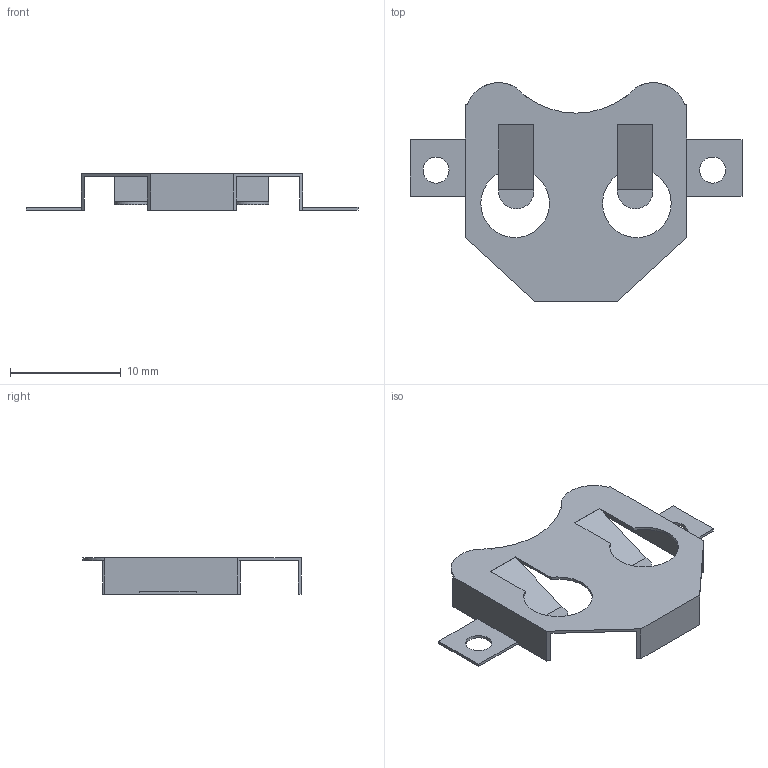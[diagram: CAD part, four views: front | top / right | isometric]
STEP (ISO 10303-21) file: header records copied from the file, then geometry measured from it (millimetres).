
FILE_DESCRIPTION(('FreeCAD Model'),'2;1');
FILE_NAME('BatteryHolder2032.step' ,'2017-08-02T22:35:03',('Author'),(''), 'Open CASCADE STEP processor 7.1','FreeCAD','Unknown');
FILE_SCHEMA(('AUTOMOTIVE_DESIGN_CC2 { 1 2 10303 214 -1 1 5 4 }'));
Length unit declared in the file: millimetre
Products named in the file (1): Fusion009
Bounding box: 30 x 19.75 x 3.3 mm (x, y, z)
Volume: 110.1 mm3; surface area: 931.3 mm2
Topology: 1 solids, 1 shells, 76 faces, 238 edges, 160 vertices
Faces by surface type: plane 59, cylinder 17
Full cylindrical faces by diameter (mm): 2.35 x2
Entity records: 2695 total; most frequent: ORIENTED_EDGE 476, CARTESIAN_POINT 475, DIRECTION 448, EDGE_CURVE 238, LINE 182, VECTOR 182, VERTEX_POINT 160, AXIS2_PLACEMENT_3D 133
